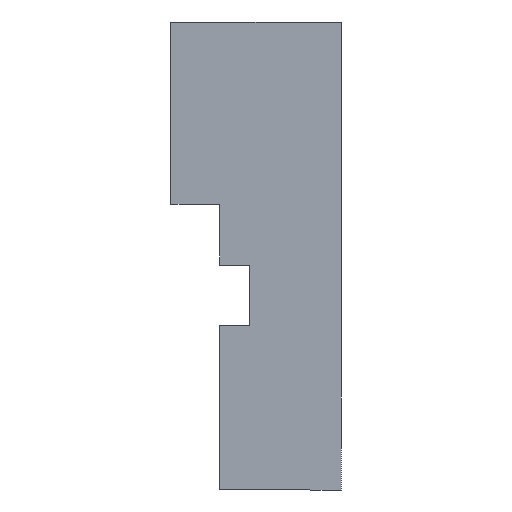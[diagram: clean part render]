
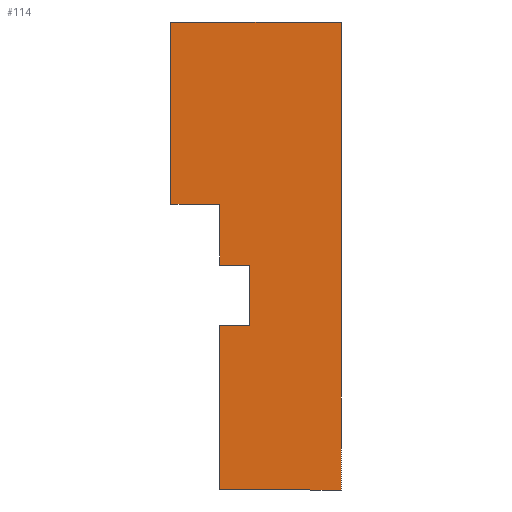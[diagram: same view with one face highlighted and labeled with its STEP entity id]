
A CAD part, front view. The second image highlights one B-rep face of the part: STEP entity #114.
In plain terms, the highlighted planar face has unit normal (0, -1, 0).
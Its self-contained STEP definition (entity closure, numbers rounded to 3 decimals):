
#24 = ORIENTED_EDGE ( 'NONE', *, *, #185, .F. ) ;
#35 = EDGE_CURVE ( 'NONE', #933, #484, #139, .T. ) ;
#36 = CARTESIAN_POINT ( 'NONE',  ( 10., 0., -38.5 ) ) ;
#66 = CARTESIAN_POINT ( 'NONE',  ( -4., 0., 0. ) ) ;
#99 = VERTEX_POINT ( 'NONE', #749 ) ;
#106 = CARTESIAN_POINT ( 'NONE',  ( 2.5, 0., -25. ) ) ;
#111 = LINE ( 'NONE', #36, #906 ) ;
#113 = DIRECTION ( 'NONE',  ( 0., 0., -1. ) ) ;
#114 = ADVANCED_FACE ( 'NONE', ( #743 ), #371, .T. ) ;
#118 = VECTOR ( 'NONE', #941, 1000. ) ;
#130 = CARTESIAN_POINT ( 'NONE',  ( 0., 0., -20. ) ) ;
#139 = LINE ( 'NONE', #735, #306 ) ;
#156 = VECTOR ( 'NONE', #939, 1000. ) ;
#166 = ORIENTED_EDGE ( 'NONE', *, *, #922, .F. ) ;
#172 = CARTESIAN_POINT ( 'NONE',  ( 0., 0., -38.5 ) ) ;
#178 = ORIENTED_EDGE ( 'NONE', *, *, #616, .F. ) ;
#182 = LINE ( 'NONE', #106, #524 ) ;
#185 = EDGE_CURVE ( 'NONE', #921, #603, #952, .T. ) ;
#215 = EDGE_CURVE ( 'NONE', #99, #933, #467, .T. ) ;
#221 = CARTESIAN_POINT ( 'NONE',  ( 2.5, 0., -20. ) ) ;
#222 = VERTEX_POINT ( 'NONE', #261 ) ;
#223 = DIRECTION ( 'NONE',  ( 0., 0., -1. ) ) ;
#231 = EDGE_CURVE ( 'NONE', #484, #454, #332, .T. ) ;
#247 = ORIENTED_EDGE ( 'NONE', *, *, #956, .F. ) ;
#261 = CARTESIAN_POINT ( 'NONE',  ( 10., 0., 0. ) ) ;
#265 = CARTESIAN_POINT ( 'NONE',  ( -4., 0., -15. ) ) ;
#266 = DIRECTION ( 'NONE',  ( -1., 0., 0. ) ) ;
#267 = DIRECTION ( 'NONE',  ( 0., 0., 1. ) ) ;
#287 = DIRECTION ( 'NONE',  ( 0., 0., 1. ) ) ;
#291 = CARTESIAN_POINT ( 'NONE',  ( 10., 0., -38.5 ) ) ;
#306 = VECTOR ( 'NONE', #714, 1000. ) ;
#320 = VECTOR ( 'NONE', #287, 1000. ) ;
#323 = VERTEX_POINT ( 'NONE', #221 ) ;
#332 = LINE ( 'NONE', #265, #471 ) ;
#371 = PLANE ( 'NONE',  #375 ) ;
#372 = ORIENTED_EDGE ( 'NONE', *, *, #35, .F. ) ;
#375 = AXIS2_PLACEMENT_3D ( 'NONE', #596, #911, #223 ) ;
#394 = DIRECTION ( 'NONE',  ( 1., 0., 0. ) ) ;
#395 = EDGE_CURVE ( 'NONE', #603, #702, #967, .T. ) ;
#401 = LINE ( 'NONE', #871, #156 ) ;
#420 = CARTESIAN_POINT ( 'NONE',  ( 0., 0., -15. ) ) ;
#449 = EDGE_LOOP ( 'NONE', ( #247, #831, #372, #537, #516, #166, #178, #803, #24, #918 ) ) ;
#454 = VERTEX_POINT ( 'NONE', #66 ) ;
#467 = LINE ( 'NONE', #914, #573 ) ;
#471 = VECTOR ( 'NONE', #787, 1000. ) ;
#484 = VERTEX_POINT ( 'NONE', #648 ) ;
#516 = ORIENTED_EDGE ( 'NONE', *, *, #738, .F. ) ;
#520 = CARTESIAN_POINT ( 'NONE',  ( 2.5, 0., -20. ) ) ;
#524 = VECTOR ( 'NONE', #394, 1000. ) ;
#532 = DIRECTION ( 'NONE',  ( 0., 0., 1. ) ) ;
#537 = ORIENTED_EDGE ( 'NONE', *, *, #215, .F. ) ;
#546 = CARTESIAN_POINT ( 'NONE',  ( 0., 0., -38.5 ) ) ;
#548 = CARTESIAN_POINT ( 'NONE',  ( 2.5, 0., -25. ) ) ;
#573 = VECTOR ( 'NONE', #532, 1000. ) ;
#590 = LINE ( 'NONE', #520, #930 ) ;
#596 = CARTESIAN_POINT ( 'NONE',  ( 0., 0., 0. ) ) ;
#601 = VERTEX_POINT ( 'NONE', #548 ) ;
#603 = VERTEX_POINT ( 'NONE', #172 ) ;
#616 = EDGE_CURVE ( 'NONE', #702, #601, #182, .T. ) ;
#648 = CARTESIAN_POINT ( 'NONE',  ( -4., 0., -15. ) ) ;
#702 = VERTEX_POINT ( 'NONE', #882 ) ;
#707 = LINE ( 'NONE', #130, #118 ) ;
#714 = DIRECTION ( 'NONE',  ( -1., 0., 0. ) ) ;
#735 = CARTESIAN_POINT ( 'NONE',  ( 0., 0., -15. ) ) ;
#738 = EDGE_CURVE ( 'NONE', #323, #99, #707, .T. ) ;
#743 = FACE_OUTER_BOUND ( 'NONE', #449, .T. ) ;
#749 = CARTESIAN_POINT ( 'NONE',  ( 0., 0., -20. ) ) ;
#787 = DIRECTION ( 'NONE',  ( 0., 0., 1. ) ) ;
#797 = VECTOR ( 'NONE', #266, 1000. ) ;
#803 = ORIENTED_EDGE ( 'NONE', *, *, #395, .F. ) ;
#831 = ORIENTED_EDGE ( 'NONE', *, *, #231, .F. ) ;
#837 = EDGE_CURVE ( 'NONE', #222, #921, #111, .T. ) ;
#871 = CARTESIAN_POINT ( 'NONE',  ( 10., 0., 0. ) ) ;
#882 = CARTESIAN_POINT ( 'NONE',  ( 0., 0., -25. ) ) ;
#901 = CARTESIAN_POINT ( 'NONE',  ( 0., 0., -25. ) ) ;
#906 = VECTOR ( 'NONE', #113, 1000. ) ;
#911 = DIRECTION ( 'NONE',  ( 0., -1., 0. ) ) ;
#914 = CARTESIAN_POINT ( 'NONE',  ( 0., 0., -20. ) ) ;
#918 = ORIENTED_EDGE ( 'NONE', *, *, #837, .F. ) ;
#921 = VERTEX_POINT ( 'NONE', #291 ) ;
#922 = EDGE_CURVE ( 'NONE', #601, #323, #590, .T. ) ;
#930 = VECTOR ( 'NONE', #267, 1000. ) ;
#933 = VERTEX_POINT ( 'NONE', #420 ) ;
#939 = DIRECTION ( 'NONE',  ( 1., 0., 0. ) ) ;
#941 = DIRECTION ( 'NONE',  ( -1., 0., 0. ) ) ;
#952 = LINE ( 'NONE', #546, #797 ) ;
#956 = EDGE_CURVE ( 'NONE', #454, #222, #401, .T. ) ;
#967 = LINE ( 'NONE', #901, #320 ) ;
